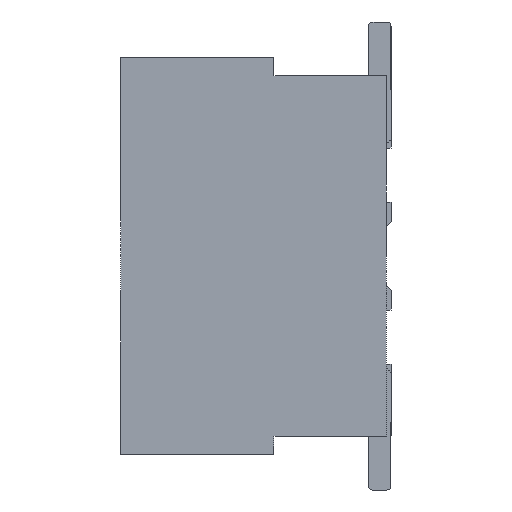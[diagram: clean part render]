
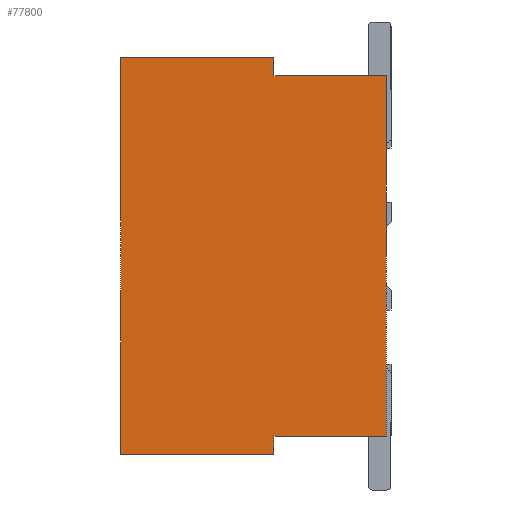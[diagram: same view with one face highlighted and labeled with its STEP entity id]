
A CAD part, left-side view. The second image highlights one B-rep face of the part: STEP entity #77800.
In plain terms, the highlighted planar face has unit normal (-1, 0, 0).
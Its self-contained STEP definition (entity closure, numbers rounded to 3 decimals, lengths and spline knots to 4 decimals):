
#17=DIRECTION('',(0.,-1.,0.));
#18=VECTOR('',#17,1.7);
#19=CARTESIAN_POINT('',(-11.35,2.95,2.2));
#20=LINE('',#19,#18);
#29=DIRECTION('',(0.,0.,1.));
#30=VECTOR('',#29,4.4);
#31=CARTESIAN_POINT('',(-11.35,2.95,-2.2));
#32=LINE('',#31,#30);
#41=DIRECTION('',(0.,1.,0.));
#42=VECTOR('',#41,1.7);
#43=CARTESIAN_POINT('',(-11.35,1.25,-2.2));
#44=LINE('',#43,#42);
#53=DIRECTION('',(0.,0.,-1.));
#54=VECTOR('',#53,0.2);
#55=CARTESIAN_POINT('',(-11.35,1.25,-2.));
#56=LINE('',#55,#54);
#157=DIRECTION('',(0.,-1.,0.));
#158=VECTOR('',#157,1.25);
#159=CARTESIAN_POINT('',(-11.35,1.25,-2.));
#160=LINE('',#159,#158);
#11133=DIRECTION('',(0.,0.,1.));
#11134=VECTOR('',#11133,4.);
#11135=CARTESIAN_POINT('',(-11.35,0.,-2.));
#11136=LINE('',#11135,#11134);
#11137=DIRECTION('',(0.,0.,1.));
#11138=VECTOR('',#11137,0.2);
#11139=CARTESIAN_POINT('',(-11.35,1.25,2.));
#11140=LINE('',#11139,#11138);
#11141=DIRECTION('',(0.,1.,0.));
#11142=VECTOR('',#11141,1.25);
#11143=CARTESIAN_POINT('',(-11.35,0.,2.));
#11144=LINE('',#11143,#11142);
#53473=CARTESIAN_POINT('',(-11.35,0.,2.));
#53474=CARTESIAN_POINT('',(-11.35,1.25,2.));
#53475=VERTEX_POINT('',#53473);
#53476=VERTEX_POINT('',#53474);
#53561=CARTESIAN_POINT('',(-11.35,1.25,2.2));
#53562=VERTEX_POINT('',#53561);
#53563=CARTESIAN_POINT('',(-11.35,1.25,-2.));
#53564=CARTESIAN_POINT('',(-11.35,1.25,-2.2));
#53565=VERTEX_POINT('',#53563);
#53566=VERTEX_POINT('',#53564);
#53567=CARTESIAN_POINT('',(-11.35,2.95,-2.2));
#53568=VERTEX_POINT('',#53567);
#53569=CARTESIAN_POINT('',(-11.35,2.95,2.2));
#53570=VERTEX_POINT('',#53569);
#53571=CARTESIAN_POINT('',(-11.35,0.,-2.));
#53572=VERTEX_POINT('',#53571);
#77785=CARTESIAN_POINT('',(-11.35,1.475,0.));
#77786=DIRECTION('',(1.,0.,0.));
#77787=DIRECTION('',(0.,0.,1.));
#77788=AXIS2_PLACEMENT_3D('',#77785,#77786,#77787);
#77789=PLANE('',#77788);
#77790=ORIENTED_EDGE('',*,*,#62155,.T.);
#77791=ORIENTED_EDGE('',*,*,#62140,.T.);
#77792=ORIENTED_EDGE('',*,*,#59705,.T.);
#77793=ORIENTED_EDGE('',*,*,#59690,.T.);
#77794=ORIENTED_EDGE('',*,*,#59675,.F.);
#77795=ORIENTED_EDGE('',*,*,#59660,.F.);
#77796=ORIENTED_EDGE('',*,*,#77780,.F.);
#77797=ORIENTED_EDGE('',*,*,#62254,.F.);
#77798=EDGE_LOOP('',(#77790,#77791,#77792,#77793,#77794,#77795,#77796,#77797));
#77799=FACE_OUTER_BOUND('',#77798,.F.);
#59660=EDGE_CURVE('',#53475,#53476,#11144,.T.);
#59675=EDGE_CURVE('',#53476,#53562,#11140,.T.);
#59690=EDGE_CURVE('',#53570,#53562,#20,.T.);
#59705=EDGE_CURVE('',#53568,#53570,#32,.T.);
#62140=EDGE_CURVE('',#53566,#53568,#44,.T.);
#62155=EDGE_CURVE('',#53565,#53566,#56,.T.);
#62254=EDGE_CURVE('',#53565,#53572,#160,.T.);
#77780=EDGE_CURVE('',#53572,#53475,#11136,.T.);
#77800=ADVANCED_FACE('',(#77799),#77789,.F.);
